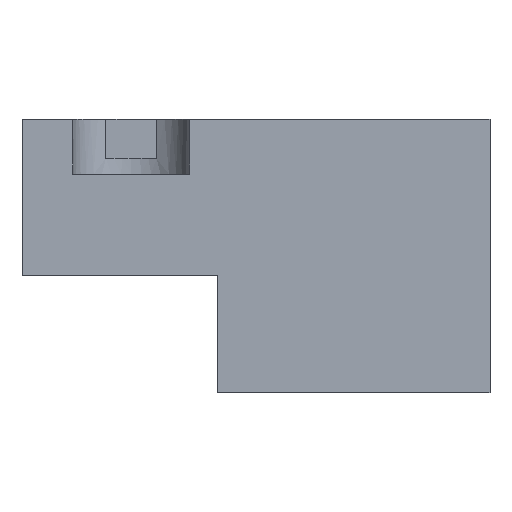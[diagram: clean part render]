
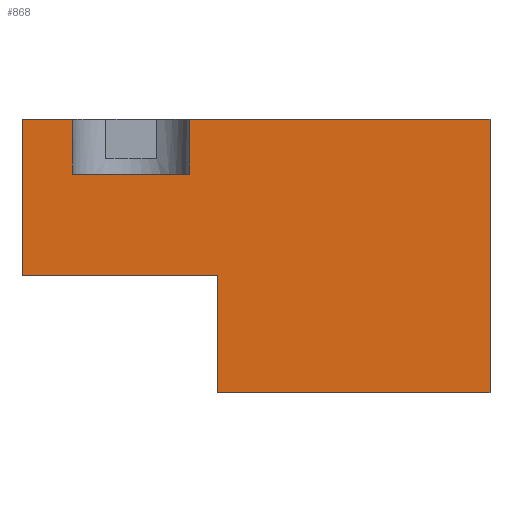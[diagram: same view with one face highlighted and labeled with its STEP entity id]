
A CAD part, front view. The second image highlights one B-rep face of the part: STEP entity #868.
In plain terms, the highlighted planar face has unit normal (0, -1, 0).
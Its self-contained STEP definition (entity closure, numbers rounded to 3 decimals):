
#58=PLANE('',#944);
#93=FACE_OUTER_BOUND('',#138,.T.);
#138=EDGE_LOOP('',(#697,#698,#699,#700,#701,#702,#703,#704,#705,#706));
#227=LINE('',#1373,#310);
#231=LINE('',#1380,#314);
#232=LINE('',#1382,#315);
#233=LINE('',#1385,#316);
#234=LINE('',#1387,#317);
#235=LINE('',#1389,#318);
#236=LINE('',#1391,#319);
#237=LINE('',#1393,#320);
#238=LINE('',#1395,#321);
#239=LINE('',#1396,#322);
#310=VECTOR('',#1117,10.);
#314=VECTOR('',#1123,10.);
#315=VECTOR('',#1126,10.);
#316=VECTOR('',#1129,10.);
#317=VECTOR('',#1130,10.);
#318=VECTOR('',#1131,10.);
#319=VECTOR('',#1132,10.);
#320=VECTOR('',#1133,10.);
#321=VECTOR('',#1134,10.);
#322=VECTOR('',#1135,10.);
#430=VERTEX_POINT('',#1370);
#431=VERTEX_POINT('',#1372);
#432=VERTEX_POINT('',#1376);
#433=VERTEX_POINT('',#1378);
#434=VERTEX_POINT('',#1384);
#435=VERTEX_POINT('',#1386);
#436=VERTEX_POINT('',#1388);
#437=VERTEX_POINT('',#1390);
#438=VERTEX_POINT('',#1392);
#439=VERTEX_POINT('',#1394);
#531=EDGE_CURVE('',#431,#430,#227,.T.);
#535=EDGE_CURVE('',#432,#433,#231,.T.);
#536=EDGE_CURVE('',#433,#431,#232,.T.);
#537=EDGE_CURVE('',#434,#430,#233,.T.);
#538=EDGE_CURVE('',#435,#434,#234,.T.);
#539=EDGE_CURVE('',#435,#436,#235,.T.);
#540=EDGE_CURVE('',#436,#437,#236,.T.);
#541=EDGE_CURVE('',#438,#437,#237,.T.);
#542=EDGE_CURVE('',#438,#439,#238,.T.);
#543=EDGE_CURVE('',#432,#439,#239,.T.);
#697=ORIENTED_EDGE('',*,*,#535,.T.);
#698=ORIENTED_EDGE('',*,*,#536,.T.);
#699=ORIENTED_EDGE('',*,*,#531,.T.);
#700=ORIENTED_EDGE('',*,*,#537,.F.);
#701=ORIENTED_EDGE('',*,*,#538,.F.);
#702=ORIENTED_EDGE('',*,*,#539,.T.);
#703=ORIENTED_EDGE('',*,*,#540,.T.);
#704=ORIENTED_EDGE('',*,*,#541,.F.);
#705=ORIENTED_EDGE('',*,*,#542,.T.);
#706=ORIENTED_EDGE('',*,*,#543,.F.);
#868=ADVANCED_FACE('',(#93),#58,.T.);
#944=AXIS2_PLACEMENT_3D('',#1383,#1127,#1128);
#1117=DIRECTION('',(0.,0.,1.));
#1123=DIRECTION('',(0.,0.,-1.));
#1126=DIRECTION('',(-1.,0.,0.));
#1127=DIRECTION('center_axis',(0.,-1.,0.));
#1128=DIRECTION('ref_axis',(1.,0.,0.));
#1129=DIRECTION('',(1.,0.,0.));
#1130=DIRECTION('',(0.,0.,1.));
#1131=DIRECTION('',(1.,0.,0.));
#1132=DIRECTION('',(0.,0.,-1.));
#1133=DIRECTION('',(-1.,0.,0.));
#1134=DIRECTION('',(0.,0.,1.));
#1135=DIRECTION('',(1.,0.,0.));
#1370=CARTESIAN_POINT('',(6.5,0.,20.));
#1372=CARTESIAN_POINT('',(6.5,0.,13.));
#1373=CARTESIAN_POINT('',(6.5,0.,10.));
#1376=CARTESIAN_POINT('',(21.5,0.,20.));
#1378=CARTESIAN_POINT('',(21.5,0.,13.));
#1380=CARTESIAN_POINT('',(21.5,0.,10.));
#1382=CARTESIAN_POINT('',(7.,0.,13.));
#1383=CARTESIAN_POINT('Origin',(0.,0.,0.));
#1384=CARTESIAN_POINT('',(0.,0.,20.));
#1385=CARTESIAN_POINT('',(0.,0.,20.));
#1386=CARTESIAN_POINT('',(0.,0.,0.));
#1387=CARTESIAN_POINT('',(0.,0.,0.));
#1388=CARTESIAN_POINT('',(25.,0.,0.));
#1389=CARTESIAN_POINT('',(0.,0.,0.));
#1390=CARTESIAN_POINT('',(25.,0.,-15.));
#1391=CARTESIAN_POINT('',(25.,0.,0.));
#1392=CARTESIAN_POINT('',(60.,0.,-15.));
#1393=CARTESIAN_POINT('',(60.,0.,-15.));
#1394=CARTESIAN_POINT('',(60.,0.,20.));
#1395=CARTESIAN_POINT('',(60.,0.,0.));
#1396=CARTESIAN_POINT('',(0.,0.,20.));
